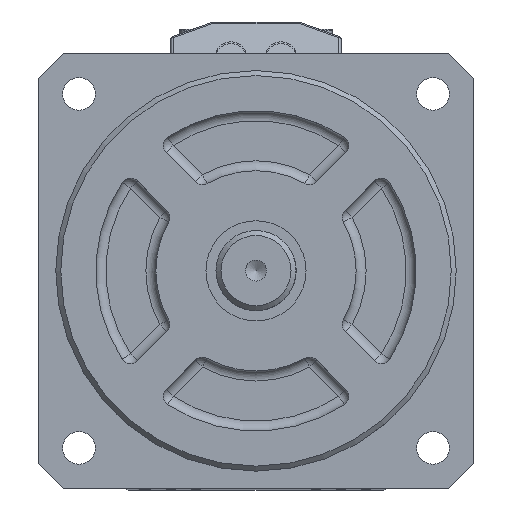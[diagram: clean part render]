
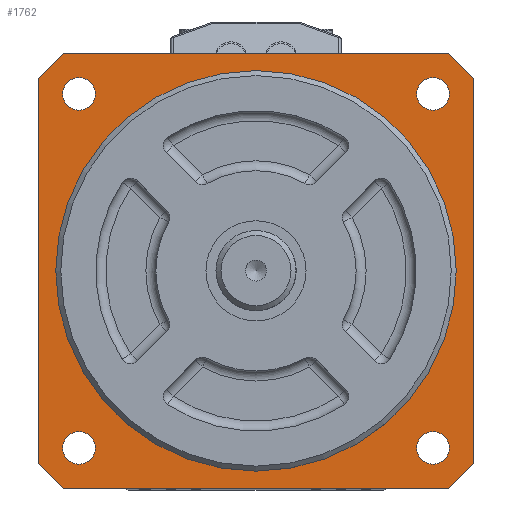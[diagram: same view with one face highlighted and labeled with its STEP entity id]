
A CAD part, top view. The second image highlights one B-rep face of the part: STEP entity #1762.
In plain terms, the highlighted planar face has unit normal (0, 0, 1).
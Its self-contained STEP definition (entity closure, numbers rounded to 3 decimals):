
#257 = DIRECTION ( 'NONE',  ( 0., 0., 1. ) ) ;
#694 = ORIENTED_EDGE ( 'NONE', *, *, #10863, .F. ) ;
#894 = DIRECTION ( 'NONE',  ( 0., 0., 1. ) ) ;
#982 = EDGE_CURVE ( 'NONE', #6137, #13211, #16106, .T. ) ;
#1110 = EDGE_CURVE ( 'NONE', #2093, #7249, #3657, .T. ) ;
#1138 = DIRECTION ( 'NONE',  ( -1., 0., 0. ) ) ;
#1223 = LINE ( 'NONE', #13524, #15485 ) ;
#1317 = FACE_OUTER_BOUND ( 'NONE', #16454, .T. ) ;
#1756 = VERTEX_POINT ( 'NONE', #8093 ) ;
#1762 = ADVANCED_FACE ( 'NONE', ( #13683, #8272, #6467, #8179, #1317, #9631 ), #16299, .F. ) ;
#1964 = DIRECTION ( 'NONE',  ( 1., 0., 0. ) ) ;
#2063 = VECTOR ( 'NONE', #13000, 1000. ) ;
#2066 = DIRECTION ( 'NONE',  ( 0.707, -0.707, 0. ) ) ;
#2093 = VERTEX_POINT ( 'NONE', #5460 ) ;
#2197 = AXIS2_PLACEMENT_3D ( 'NONE', #6285, #14402, #17377 ) ;
#2286 = CARTESIAN_POINT ( 'NONE',  ( -83.562, -202.479, -181.493 ) ) ;
#2572 = ORIENTED_EDGE ( 'NONE', *, *, #10611, .F. ) ;
#2862 = EDGE_CURVE ( 'NONE', #1756, #9677, #14362, .T. ) ;
#2964 = EDGE_LOOP ( 'NONE', ( #2572 ) ) ;
#3071 = CIRCLE ( 'NONE', #2197, 3.25 ) ;
#3149 = EDGE_LOOP ( 'NONE', ( #694 ) ) ;
#3247 = LINE ( 'NONE', #15688, #5082 ) ;
#3612 = ORIENTED_EDGE ( 'NONE', *, *, #11743, .T. ) ;
#3625 = ORIENTED_EDGE ( 'NONE', *, *, #2862, .T. ) ;
#3657 = LINE ( 'NONE', #13397, #10875 ) ;
#3849 = DIRECTION ( 'NONE',  ( 0., 0., -1. ) ) ;
#4154 = VERTEX_POINT ( 'NONE', #13633 ) ;
#4224 = VECTOR ( 'NONE', #12052, 1000. ) ;
#4512 = CIRCLE ( 'NONE', #14316, 3.25 ) ;
#4617 = DIRECTION ( 'NONE',  ( 1., 0., 0. ) ) ;
#4732 = LINE ( 'NONE', #6085, #8453 ) ;
#5082 = VECTOR ( 'NONE', #10384, 1000. ) ;
#5163 = VERTEX_POINT ( 'NONE', #11011 ) ;
#5342 = CARTESIAN_POINT ( 'NONE',  ( -1.457, -276.335, -181.493 ) ) ;
#5460 = CARTESIAN_POINT ( 'NONE',  ( 3.438, -279.479, -181.493 ) ) ;
#5492 = ORIENTED_EDGE ( 'NONE', *, *, #9613, .F. ) ;
#5509 = CARTESIAN_POINT ( 'NONE',  ( -0.062, -240.979, -181.493 ) ) ;
#5688 = CARTESIAN_POINT ( 'NONE',  ( -4.707, -276.335, -181.493 ) ) ;
#5745 = CARTESIAN_POINT ( 'NONE',  ( 3.438, -202.479, -181.493 ) ) ;
#5775 = DIRECTION ( 'NONE',  ( 0., 0., 1. ) ) ;
#6085 = CARTESIAN_POINT ( 'NONE',  ( -1.562, -197.479, -181.493 ) ) ;
#6137 = VERTEX_POINT ( 'NONE', #11662 ) ;
#6285 = CARTESIAN_POINT ( 'NONE',  ( -75.418, -276.335, -181.493 ) ) ;
#6320 = EDGE_LOOP ( 'NONE', ( #11842 ) ) ;
#6396 = VECTOR ( 'NONE', #14709, 1000. ) ;
#6467 = FACE_BOUND ( 'NONE', #15277, .T. ) ;
#6470 = ORIENTED_EDGE ( 'NONE', *, *, #6639, .T. ) ;
#6549 = CARTESIAN_POINT ( 'NONE',  ( -83.562, -202.479, -181.493 ) ) ;
#6584 = AXIS2_PLACEMENT_3D ( 'NONE', #16776, #5775, #7034 ) ;
#6639 = EDGE_CURVE ( 'NONE', #13211, #1756, #3247, .T. ) ;
#6691 = VERTEX_POINT ( 'NONE', #5342 ) ;
#7034 = DIRECTION ( 'NONE',  ( 1., 0., 0. ) ) ;
#7151 = CIRCLE ( 'NONE', #13764, 40. ) ;
#7192 = EDGE_CURVE ( 'NONE', #10030, #6137, #1223, .T. ) ;
#7249 = VERTEX_POINT ( 'NONE', #5745 ) ;
#7391 = EDGE_LOOP ( 'NONE', ( #5492 ) ) ;
#7502 = CARTESIAN_POINT ( 'NONE',  ( -78.562, -284.479, -181.493 ) ) ;
#7523 = ORIENTED_EDGE ( 'NONE', *, *, #11834, .T. ) ;
#7806 = DIRECTION ( 'NONE',  ( 0., 1., 0. ) ) ;
#8093 = CARTESIAN_POINT ( 'NONE',  ( -83.562, -279.479, -181.493 ) ) ;
#8179 = FACE_BOUND ( 'NONE', #2964, .T. ) ;
#8272 = FACE_BOUND ( 'NONE', #7391, .T. ) ;
#8453 = VECTOR ( 'NONE', #14557, 1000. ) ;
#8556 = CARTESIAN_POINT ( 'NONE',  ( -4.707, -205.624, -181.493 ) ) ;
#9209 = ORIENTED_EDGE ( 'NONE', *, *, #1110, .T. ) ;
#9215 = CARTESIAN_POINT ( 'NONE',  ( 3.438, -279.479, -181.493 ) ) ;
#9352 = CIRCLE ( 'NONE', #15973, 3.25 ) ;
#9408 = VERTEX_POINT ( 'NONE', #10748 ) ;
#9613 = EDGE_CURVE ( 'NONE', #6691, #6691, #4512, .T. ) ;
#9631 = FACE_BOUND ( 'NONE', #6320, .T. ) ;
#9677 = VERTEX_POINT ( 'NONE', #15236 ) ;
#9744 = EDGE_CURVE ( 'NONE', #5163, #5163, #3071, .T. ) ;
#9878 = ORIENTED_EDGE ( 'NONE', *, *, #982, .T. ) ;
#10030 = VERTEX_POINT ( 'NONE', #12499 ) ;
#10217 = CARTESIAN_POINT ( 'NONE',  ( -40.062, -240.979, -181.493 ) ) ;
#10384 = DIRECTION ( 'NONE',  ( 0., -1., 0. ) ) ;
#10611 = EDGE_CURVE ( 'NONE', #16162, #16162, #7151, .T. ) ;
#10748 = CARTESIAN_POINT ( 'NONE',  ( -1.457, -205.624, -181.493 ) ) ;
#10863 = EDGE_CURVE ( 'NONE', #4154, #4154, #15794, .T. ) ;
#10875 = VECTOR ( 'NONE', #7806, 1000. ) ;
#11011 = CARTESIAN_POINT ( 'NONE',  ( -72.168, -276.335, -181.493 ) ) ;
#11246 = VERTEX_POINT ( 'NONE', #11582 ) ;
#11536 = DIRECTION ( 'NONE',  ( 0., 0., 1. ) ) ;
#11582 = CARTESIAN_POINT ( 'NONE',  ( -1.562, -284.479, -181.493 ) ) ;
#11662 = CARTESIAN_POINT ( 'NONE',  ( -78.562, -197.479, -181.493 ) ) ;
#11743 = EDGE_CURVE ( 'NONE', #9677, #11246, #16795, .T. ) ;
#11834 = EDGE_CURVE ( 'NONE', #11246, #2093, #15967, .T. ) ;
#11842 = ORIENTED_EDGE ( 'NONE', *, *, #16902, .F. ) ;
#12052 = DIRECTION ( 'NONE',  ( -0.707, -0.707, 0. ) ) ;
#12498 = ORIENTED_EDGE ( 'NONE', *, *, #14346, .T. ) ;
#12499 = CARTESIAN_POINT ( 'NONE',  ( -1.562, -197.479, -181.493 ) ) ;
#12535 = ORIENTED_EDGE ( 'NONE', *, *, #7192, .T. ) ;
#12823 = CARTESIAN_POINT ( 'NONE',  ( -83.562, -279.479, -181.493 ) ) ;
#13000 = DIRECTION ( 'NONE',  ( 1., 0., 0. ) ) ;
#13211 = VERTEX_POINT ( 'NONE', #2286 ) ;
#13397 = CARTESIAN_POINT ( 'NONE',  ( 3.438, -202.479, -181.493 ) ) ;
#13524 = CARTESIAN_POINT ( 'NONE',  ( -78.562, -197.479, -181.493 ) ) ;
#13597 = DIRECTION ( 'NONE',  ( -1., 0., 0. ) ) ;
#13633 = CARTESIAN_POINT ( 'NONE',  ( -72.168, -205.624, -181.493 ) ) ;
#13683 = FACE_BOUND ( 'NONE', #3149, .T. ) ;
#13764 = AXIS2_PLACEMENT_3D ( 'NONE', #10217, #894, #4617 ) ;
#14316 = AXIS2_PLACEMENT_3D ( 'NONE', #5688, #257, #16600 ) ;
#14346 = EDGE_CURVE ( 'NONE', #7249, #10030, #4732, .T. ) ;
#14362 = LINE ( 'NONE', #12823, #15444 ) ;
#14402 = DIRECTION ( 'NONE',  ( 0., 0., 1. ) ) ;
#14557 = DIRECTION ( 'NONE',  ( -0.707, 0.707, 0. ) ) ;
#14709 = DIRECTION ( 'NONE',  ( 0.707, 0.707, 0. ) ) ;
#15236 = CARTESIAN_POINT ( 'NONE',  ( -78.562, -284.479, -181.493 ) ) ;
#15277 = EDGE_LOOP ( 'NONE', ( #16808 ) ) ;
#15444 = VECTOR ( 'NONE', #2066, 1000. ) ;
#15485 = VECTOR ( 'NONE', #1138, 1000. ) ;
#15688 = CARTESIAN_POINT ( 'NONE',  ( -83.562, -202.479, -181.493 ) ) ;
#15794 = CIRCLE ( 'NONE', #6584, 3.25 ) ;
#15967 = LINE ( 'NONE', #9215, #6396 ) ;
#15973 = AXIS2_PLACEMENT_3D ( 'NONE', #8556, #11536, #1964 ) ;
#16106 = LINE ( 'NONE', #6549, #4224 ) ;
#16162 = VERTEX_POINT ( 'NONE', #5509 ) ;
#16208 = CARTESIAN_POINT ( 'NONE',  ( 0., 0., -181.493 ) ) ;
#16299 = PLANE ( 'NONE',  #17144 ) ;
#16454 = EDGE_LOOP ( 'NONE', ( #9878, #6470, #3625, #3612, #7523, #9209, #12498, #12535 ) ) ;
#16600 = DIRECTION ( 'NONE',  ( 1., 0., 0. ) ) ;
#16776 = CARTESIAN_POINT ( 'NONE',  ( -75.418, -205.624, -181.493 ) ) ;
#16795 = LINE ( 'NONE', #7502, #2063 ) ;
#16808 = ORIENTED_EDGE ( 'NONE', *, *, #9744, .F. ) ;
#16902 = EDGE_CURVE ( 'NONE', #9408, #9408, #9352, .T. ) ;
#17144 = AXIS2_PLACEMENT_3D ( 'NONE', #16208, #3849, #13597 ) ;
#17377 = DIRECTION ( 'NONE',  ( 1., 0., 0. ) ) ;
